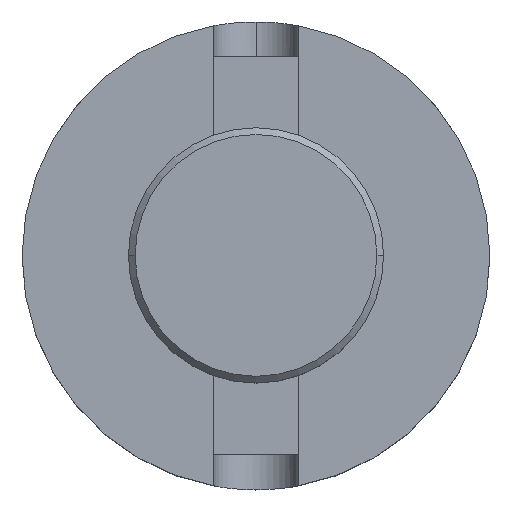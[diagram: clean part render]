
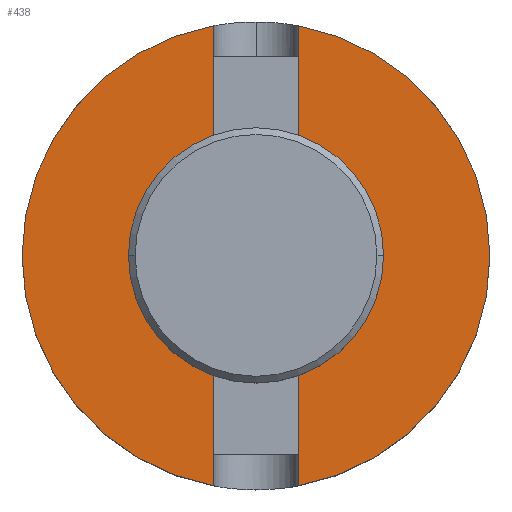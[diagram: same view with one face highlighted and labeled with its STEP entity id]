
A CAD part, top view. The second image highlights one B-rep face of the part: STEP entity #438.
In plain terms, the highlighted planar face has unit normal (0, 0, 1).
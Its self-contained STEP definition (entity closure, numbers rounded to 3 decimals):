
#47 = CARTESIAN_POINT ( 'NONE',  ( 6.35, -34.925, 152.4 ) ) ;
#55 = ORIENTED_EDGE ( 'NONE', *, *, #2345, .F. ) ;
#71 = DIRECTION ( 'NONE',  ( 1., 0., 0. ) ) ;
#96 = DIRECTION ( 'NONE',  ( 0., 0., 1. ) ) ;
#135 = ORIENTED_EDGE ( 'NONE', *, *, #1527, .F. ) ;
#137 = VERTEX_POINT ( 'NONE', #884 ) ;
#150 = DIRECTION ( 'NONE',  ( 1., 0., 0. ) ) ;
#163 = CARTESIAN_POINT ( 'NONE',  ( 0., 0., 152.4 ) ) ;
#212 = EDGE_CURVE ( 'NONE', #301, #1500, #805, .T. ) ;
#217 = DIRECTION ( 'NONE',  ( 0., 0., -1. ) ) ;
#227 = LINE ( 'NONE', #1759, #1779 ) ;
#283 = CARTESIAN_POINT ( 'NONE',  ( 0., 34.925, 152.4 ) ) ;
#290 = AXIS2_PLACEMENT_3D ( 'NONE', #1275, #1457, #1660 ) ;
#301 = VERTEX_POINT ( 'NONE', #2499 ) ;
#303 = FACE_OUTER_BOUND ( 'NONE', #908, .T. ) ;
#321 = EDGE_LOOP ( 'NONE', ( #1824, #1120 ) ) ;
#356 = DIRECTION ( 'NONE',  ( 0., -1., 0. ) ) ;
#386 = ORIENTED_EDGE ( 'NONE', *, *, #1169, .F. ) ;
#394 = CARTESIAN_POINT ( 'NONE',  ( -6.35, 34.925, 152.4 ) ) ;
#404 = ORIENTED_EDGE ( 'NONE', *, *, #501, .T. ) ;
#438 = ADVANCED_FACE ( 'NONE', ( #2398, #303 ), #1067, .F. ) ;
#456 = CARTESIAN_POINT ( 'NONE',  ( 6.35, 17., 152.4 ) ) ;
#464 = DIRECTION ( 'NONE',  ( 0., 1., 0. ) ) ;
#473 = DIRECTION ( 'NONE',  ( 0., 0., 1. ) ) ;
#495 = DIRECTION ( 'NONE',  ( 1., 0., 0. ) ) ;
#501 = EDGE_CURVE ( 'NONE', #720, #137, #2342, .T. ) ;
#550 = VERTEX_POINT ( 'NONE', #887 ) ;
#600 = VERTEX_POINT ( 'NONE', #1453 ) ;
#609 = ORIENTED_EDGE ( 'NONE', *, *, #1173, .T. ) ;
#622 = CIRCLE ( 'NONE', #1790, 15.875 ) ;
#624 = DIRECTION ( 'NONE',  ( -1., 0., 0. ) ) ;
#667 = VERTEX_POINT ( 'NONE', #1482 ) ;
#679 = VERTEX_POINT ( 'NONE', #1658 ) ;
#720 = VERTEX_POINT ( 'NONE', #1931 ) ;
#765 = EDGE_CURVE ( 'NONE', #2362, #1446, #622, .T. ) ;
#805 = LINE ( 'NONE', #2279, #1894 ) ;
#884 = CARTESIAN_POINT ( 'NONE',  ( 34.925, 0., 152.4 ) ) ;
#887 = CARTESIAN_POINT ( 'NONE',  ( -6.35, 17., 152.4 ) ) ;
#908 = EDGE_LOOP ( 'NONE', ( #1813, #55, #404, #1898, #2206, #135, #386, #609, #1427, #1419 ) ) ;
#944 = DIRECTION ( 'NONE',  ( 1., 0., 0. ) ) ;
#998 = AXIS2_PLACEMENT_3D ( 'NONE', #1572, #2208, #2383 ) ;
#1012 = CARTESIAN_POINT ( 'NONE',  ( 0., 0., 152.4 ) ) ;
#1016 = AXIS2_PLACEMENT_3D ( 'NONE', #283, #217, #624 ) ;
#1067 = PLANE ( 'NONE',  #1016 ) ;
#1120 = ORIENTED_EDGE ( 'NONE', *, *, #1204, .F. ) ;
#1166 = VERTEX_POINT ( 'NONE', #2527 ) ;
#1169 = EDGE_CURVE ( 'NONE', #667, #550, #2582, .T. ) ;
#1173 = EDGE_CURVE ( 'NONE', #667, #679, #1549, .T. ) ;
#1176 = CIRCLE ( 'NONE', #1780, 34.925 ) ;
#1199 = DIRECTION ( 'NONE',  ( 0., -1., 0. ) ) ;
#1204 = EDGE_CURVE ( 'NONE', #1446, #2362, #2226, .T. ) ;
#1205 = CARTESIAN_POINT ( 'NONE',  ( -15.875, 0., 152.4 ) ) ;
#1228 = DIRECTION ( 'NONE',  ( 0., 0., 1. ) ) ;
#1275 = CARTESIAN_POINT ( 'NONE',  ( 0., 0., 152.4 ) ) ;
#1287 = CARTESIAN_POINT ( 'NONE',  ( 0., 0., 152.4 ) ) ;
#1295 = AXIS2_PLACEMENT_3D ( 'NONE', #1012, #1228, #2110 ) ;
#1328 = LINE ( 'NONE', #456, #2418 ) ;
#1333 = AXIS2_PLACEMENT_3D ( 'NONE', #163, #1585, #150 ) ;
#1345 = EDGE_CURVE ( 'NONE', #1500, #1166, #227, .T. ) ;
#1360 = LINE ( 'NONE', #47, #1782 ) ;
#1419 = ORIENTED_EDGE ( 'NONE', *, *, #212, .T. ) ;
#1425 = DIRECTION ( 'NONE',  ( 0., 1., 0. ) ) ;
#1427 = ORIENTED_EDGE ( 'NONE', *, *, #1899, .T. ) ;
#1446 = VERTEX_POINT ( 'NONE', #1205 ) ;
#1453 = CARTESIAN_POINT ( 'NONE',  ( 6.35, 17., 152.4 ) ) ;
#1455 = LINE ( 'NONE', #1915, #2489 ) ;
#1457 = DIRECTION ( 'NONE',  ( 0., 0., 1. ) ) ;
#1482 = CARTESIAN_POINT ( 'NONE',  ( -6.35, 34.343, 152.4 ) ) ;
#1488 = CARTESIAN_POINT ( 'NONE',  ( -6.35, -17., 152.4 ) ) ;
#1500 = VERTEX_POINT ( 'NONE', #1488 ) ;
#1527 = EDGE_CURVE ( 'NONE', #550, #600, #1328, .T. ) ;
#1549 = CIRCLE ( 'NONE', #998, 34.925 ) ;
#1572 = CARTESIAN_POINT ( 'NONE',  ( 0., 0., 152.4 ) ) ;
#1585 = DIRECTION ( 'NONE',  ( 0., 0., 1. ) ) ;
#1658 = CARTESIAN_POINT ( 'NONE',  ( -34.925, 0., 152.4 ) ) ;
#1660 = DIRECTION ( 'NONE',  ( 1., 0., 0. ) ) ;
#1672 = EDGE_CURVE ( 'NONE', #137, #1798, #2640, .T. ) ;
#1759 = CARTESIAN_POINT ( 'NONE',  ( 6.35, -17., 152.4 ) ) ;
#1779 = VECTOR ( 'NONE', #944, 1000. ) ;
#1780 = AXIS2_PLACEMENT_3D ( 'NONE', #1287, #473, #495 ) ;
#1782 = VECTOR ( 'NONE', #1425, 1000. ) ;
#1790 = AXIS2_PLACEMENT_3D ( 'NONE', #2379, #96, #2448 ) ;
#1798 = VERTEX_POINT ( 'NONE', #2412 ) ;
#1813 = ORIENTED_EDGE ( 'NONE', *, *, #1345, .T. ) ;
#1824 = ORIENTED_EDGE ( 'NONE', *, *, #765, .F. ) ;
#1839 = CARTESIAN_POINT ( 'NONE',  ( 15.875, 0., 152.4 ) ) ;
#1894 = VECTOR ( 'NONE', #464, 1000. ) ;
#1898 = ORIENTED_EDGE ( 'NONE', *, *, #1672, .T. ) ;
#1899 = EDGE_CURVE ( 'NONE', #679, #301, #1176, .T. ) ;
#1915 = CARTESIAN_POINT ( 'NONE',  ( 6.35, 34.925, 152.4 ) ) ;
#1931 = CARTESIAN_POINT ( 'NONE',  ( 6.35, -34.343, 152.4 ) ) ;
#2033 = VECTOR ( 'NONE', #356, 1000. ) ;
#2110 = DIRECTION ( 'NONE',  ( 1., 0., 0. ) ) ;
#2206 = ORIENTED_EDGE ( 'NONE', *, *, #2495, .T. ) ;
#2208 = DIRECTION ( 'NONE',  ( 0., 0., 1. ) ) ;
#2226 = CIRCLE ( 'NONE', #1333, 15.875 ) ;
#2279 = CARTESIAN_POINT ( 'NONE',  ( -6.35, -34.925, 152.4 ) ) ;
#2342 = CIRCLE ( 'NONE', #1295, 34.925 ) ;
#2345 = EDGE_CURVE ( 'NONE', #720, #1166, #1360, .T. ) ;
#2362 = VERTEX_POINT ( 'NONE', #1839 ) ;
#2379 = CARTESIAN_POINT ( 'NONE',  ( 0., 0., 152.4 ) ) ;
#2383 = DIRECTION ( 'NONE',  ( 1., 0., 0. ) ) ;
#2398 = FACE_BOUND ( 'NONE', #321, .T. ) ;
#2412 = CARTESIAN_POINT ( 'NONE',  ( 6.35, 34.343, 152.4 ) ) ;
#2418 = VECTOR ( 'NONE', #71, 1000. ) ;
#2448 = DIRECTION ( 'NONE',  ( 1., 0., 0. ) ) ;
#2489 = VECTOR ( 'NONE', #1199, 1000. ) ;
#2495 = EDGE_CURVE ( 'NONE', #1798, #600, #1455, .T. ) ;
#2499 = CARTESIAN_POINT ( 'NONE',  ( -6.35, -34.343, 152.4 ) ) ;
#2527 = CARTESIAN_POINT ( 'NONE',  ( 6.35, -17., 152.4 ) ) ;
#2582 = LINE ( 'NONE', #394, #2033 ) ;
#2640 = CIRCLE ( 'NONE', #290, 34.925 ) ;
